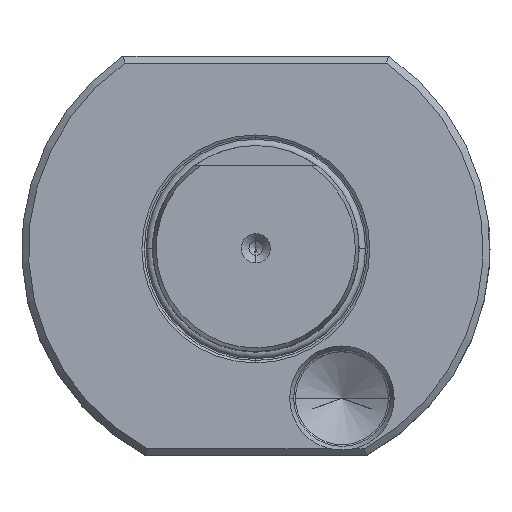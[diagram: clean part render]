
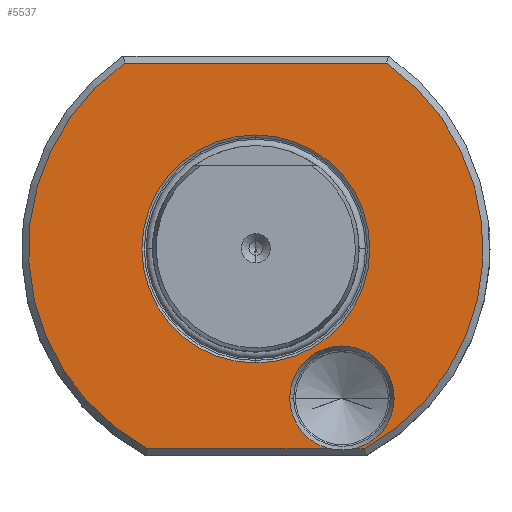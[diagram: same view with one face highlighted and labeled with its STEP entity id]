
A CAD part, top view. The second image highlights one B-rep face of the part: STEP entity #5537.
In plain terms, the highlighted planar face has unit normal (0, 0, 1).
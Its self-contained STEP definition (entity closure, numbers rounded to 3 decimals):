
#613=CARTESIAN_POINT('',(-18.974,27,0.5));
#623=CARTESIAN_POINT('',(-15.748,-29,0.5));
#625=DIRECTION('',(-1,0,0));
#626=VECTOR('',#625,37.947);
#627=CARTESIAN_POINT('',(18.974,27,0.5));
#628=LINE('',#627,#626);
#629=CARTESIAN_POINT('',(0,0,0.5));
#630=DIRECTION('',(0,0,1));
#631=DIRECTION('',(0.477,-0.879,0));
#632=AXIS2_PLACEMENT_3D('',#629,#630,#631);
#634=DIRECTION('',(1,0,0));
#635=VECTOR('',#634,1.403);
#636=CARTESIAN_POINT('',(14.345,-29,0.5));
#637=LINE('',#636,#635);
#638=CARTESIAN_POINT('',(12.5,-21.651,0.5));
#639=DIRECTION('',(0,0,1));
#640=DIRECTION('',(0.244,-0.97,0));
#641=AXIS2_PLACEMENT_3D('',#638,#639,#640);
#643=CARTESIAN_POINT('',(12.5,-21.651,0.5));
#644=DIRECTION('',(0,0,1));
#645=DIRECTION('',(1,0,0));
#646=AXIS2_PLACEMENT_3D('',#643,#644,#645);
#648=CARTESIAN_POINT('',(12.5,-21.651,0.5));
#649=DIRECTION('',(0,0,1));
#650=DIRECTION('',(-1,0,0));
#651=AXIS2_PLACEMENT_3D('',#648,#649,#650);
#653=DIRECTION('',(1,0,0));
#654=VECTOR('',#653,26.403);
#655=CARTESIAN_POINT('',(-15.748,-29,0.5));
#656=LINE('',#655,#654);
#657=CARTESIAN_POINT('',(0,0,0.5));
#658=DIRECTION('',(0,0,1));
#659=DIRECTION('',(-0.575,0.818,0));
#660=AXIS2_PLACEMENT_3D('',#657,#658,#659);
#670=CARTESIAN_POINT('',(0,0,0.5));
#671=DIRECTION('',(0,0,1));
#672=DIRECTION('',(0,1,0));
#673=AXIS2_PLACEMENT_3D('',#670,#671,#672);
#675=CARTESIAN_POINT('',(0,0,0.5));
#676=DIRECTION('',(0,0,-1));
#677=DIRECTION('',(0,1,0));
#678=AXIS2_PLACEMENT_3D('',#675,#676,#677);
#1559=CARTESIAN_POINT('',(18.974,27,0.5));
#1561=CARTESIAN_POINT('',(15.748,-29,0.5));
#4147=CARTESIAN_POINT('',(0,16.55,0.5));
#4149=VERTEX_POINT('',#4147);
#4153=CARTESIAN_POINT('',(0,-16.55,0.5));
#4155=VERTEX_POINT('',#4153);
#4351=CARTESIAN_POINT('',(20.078,-21.651,0.5));
#4352=CARTESIAN_POINT('',(4.923,-21.651,0.5));
#4353=VERTEX_POINT('',#4351);
#4354=VERTEX_POINT('',#4352);
#4455=VERTEX_POINT('',#613);
#4459=VERTEX_POINT('',#1559);
#4472=VERTEX_POINT('',#1561);
#4474=CARTESIAN_POINT('',(14.345,-29,0.5));
#4475=VERTEX_POINT('',#4474);
#4477=VERTEX_POINT('',#623);
#4478=CARTESIAN_POINT('',(10.655,-29,0.5));
#4479=VERTEX_POINT('',#4478);
#5510=CARTESIAN_POINT('',(0,0,0.5));
#5511=DIRECTION('',(0,0,-1));
#5512=DIRECTION('',(0,-1,0));
#5513=AXIS2_PLACEMENT_3D('',#5510,#5511,#5512);
#5514=PLANE('',#5513);
#5515=ORIENTED_EDGE('',*,*,#5490,.F.);
#5517=ORIENTED_EDGE('',*,*,#5516,.F.);
#5519=ORIENTED_EDGE('',*,*,#5518,.F.);
#5521=ORIENTED_EDGE('',*,*,#5520,.T.);
#5523=ORIENTED_EDGE('',*,*,#5522,.T.);
#5525=ORIENTED_EDGE('',*,*,#5524,.T.);
#5527=ORIENTED_EDGE('',*,*,#5526,.F.);
#5528=ORIENTED_EDGE('',*,*,#5501,.F.);
#5529=EDGE_LOOP('',(#5515,#5517,#5519,#5521,#5523,#5525,#5527,#5528));
#5530=FACE_OUTER_BOUND('',#5529,.F.);
#5532=ORIENTED_EDGE('',*,*,#5531,.T.);
#5534=ORIENTED_EDGE('',*,*,#5533,.F.);
#5535=EDGE_LOOP('',(#5532,#5534));
#5536=FACE_BOUND('',#5535,.F.);
#5537=ADVANCED_FACE('',(#5530,#5536),#5514,.F.);
#633=CIRCLE('',#632,33);
#642=CIRCLE('',#641,7.578);
#647=CIRCLE('',#646,7.578);
#652=CIRCLE('',#651,7.578);
#661=CIRCLE('',#660,33);
#674=CIRCLE('',#673,16.55);
#679=CIRCLE('',#678,16.55);
#5490=EDGE_CURVE('',#4459,#4455,#628,.T.);
#5501=EDGE_CURVE('',#4455,#4477,#661,.T.);
#5516=EDGE_CURVE('',#4472,#4459,#633,.T.);
#5518=EDGE_CURVE('',#4475,#4472,#637,.T.);
#5520=EDGE_CURVE('',#4475,#4353,#642,.T.);
#5522=EDGE_CURVE('',#4353,#4354,#647,.T.);
#5524=EDGE_CURVE('',#4354,#4479,#652,.T.);
#5526=EDGE_CURVE('',#4477,#4479,#656,.T.);
#5531=EDGE_CURVE('',#4149,#4155,#674,.T.);
#5533=EDGE_CURVE('',#4149,#4155,#679,.T.);
